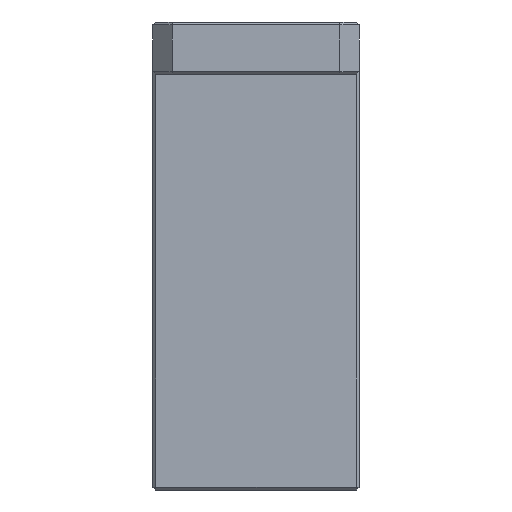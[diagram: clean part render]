
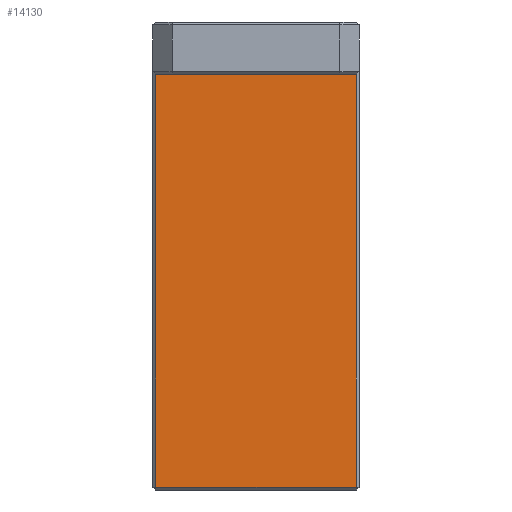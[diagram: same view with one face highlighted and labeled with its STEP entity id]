
A CAD part, front view. The second image highlights one B-rep face of the part: STEP entity #14130.
In plain terms, the highlighted planar face has unit normal (0, -1, 0).
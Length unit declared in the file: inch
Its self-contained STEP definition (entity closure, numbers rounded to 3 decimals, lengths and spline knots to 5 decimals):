
#614 = ORIENTED_EDGE ( 'NONE', *, *, #4421, .T. ) ;
#2101 = VECTOR ( 'NONE', #9775, 39.37008 ) ;
#2742 = ORIENTED_EDGE ( 'NONE', *, *, #8006, .T. ) ;
#2855 = AXIS2_PLACEMENT_3D ( 'NONE', #7767, #11452, #10217 ) ;
#4365 = LINE ( 'NONE', #9373, #7166 ) ;
#4421 = EDGE_CURVE ( 'NONE', #13402, #9380, #4365, .T. ) ;
#4761 = LINE ( 'NONE', #15817, #2101 ) ;
#5149 = EDGE_CURVE ( 'NONE', #9181, #13402, #7785, .T. ) ;
#5417 = ORIENTED_EDGE ( 'NONE', *, *, #15064, .F. ) ;
#6638 = DIRECTION ( 'NONE',  ( 0., 0., -1. ) ) ;
#6664 = VERTEX_POINT ( 'NONE', #6816 ) ;
#6816 = CARTESIAN_POINT ( 'NONE',  ( 0.96059, 0.82956, 1.74198 ) ) ;
#7166 = VECTOR ( 'NONE', #14354, 39.37008 ) ;
#7767 = CARTESIAN_POINT ( 'NONE',  ( 0.22059, 0.82956, 0.23198 ) ) ;
#7785 = LINE ( 'NONE', #15224, #8447 ) ;
#7816 = CARTESIAN_POINT ( 'NONE',  ( 0.23059, 0.82956, 0.24198 ) ) ;
#8006 = EDGE_CURVE ( 'NONE', #9380, #6664, #4761, .T. ) ;
#8447 = VECTOR ( 'NONE', #6638, 39.37008 ) ;
#9070 = PLANE ( 'NONE',  #2855 ) ;
#9181 = VERTEX_POINT ( 'NONE', #12325 ) ;
#9373 = CARTESIAN_POINT ( 'NONE',  ( 0.97059, 0.82956, 0.24198 ) ) ;
#9380 = VERTEX_POINT ( 'NONE', #14949 ) ;
#9739 = ORIENTED_EDGE ( 'NONE', *, *, #5149, .T. ) ;
#9775 = DIRECTION ( 'NONE',  ( 0., 0., 1. ) ) ;
#10209 = VECTOR ( 'NONE', #15474, 39.37008 ) ;
#10217 = DIRECTION ( 'NONE',  ( -1., 0., 0. ) ) ;
#10500 = CARTESIAN_POINT ( 'NONE',  ( 0.22059, 0.82956, 1.74198 ) ) ;
#11452 = DIRECTION ( 'NONE',  ( 0., 1., 0. ) ) ;
#11728 = LINE ( 'NONE', #10500, #10209 ) ;
#12325 = CARTESIAN_POINT ( 'NONE',  ( 0.23059, 0.82956, 1.74198 ) ) ;
#12833 = FACE_OUTER_BOUND ( 'NONE', #15996, .T. ) ;
#13402 = VERTEX_POINT ( 'NONE', #7816 ) ;
#14130 = ADVANCED_FACE ( 'NONE', ( #12833 ), #9070, .F. ) ;
#14354 = DIRECTION ( 'NONE',  ( 1., 0., 0. ) ) ;
#14949 = CARTESIAN_POINT ( 'NONE',  ( 0.96059, 0.82956, 0.24198 ) ) ;
#15064 = EDGE_CURVE ( 'NONE', #9181, #6664, #11728, .T. ) ;
#15224 = CARTESIAN_POINT ( 'NONE',  ( 0.23059, 0.82956, 0.23198 ) ) ;
#15474 = DIRECTION ( 'NONE',  ( 1., 0., 0. ) ) ;
#15817 = CARTESIAN_POINT ( 'NONE',  ( 0.96059, 0.82956, 1.75198 ) ) ;
#15996 = EDGE_LOOP ( 'NONE', ( #5417, #9739, #614, #2742 ) ) ;
